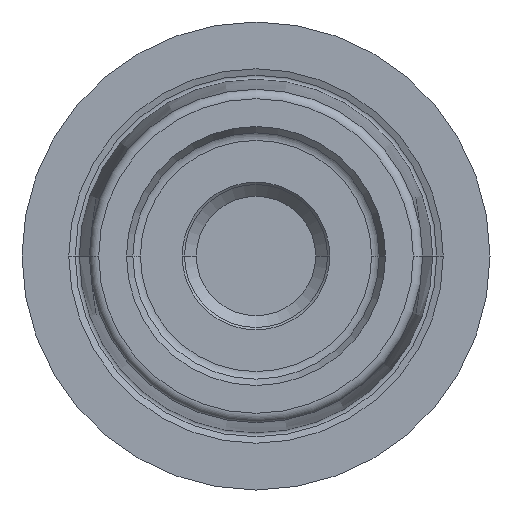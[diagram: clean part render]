
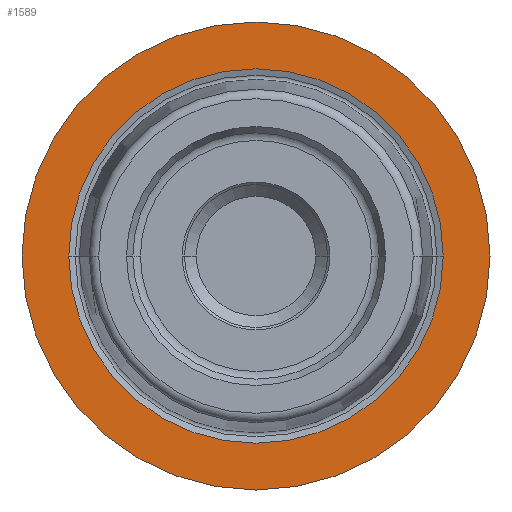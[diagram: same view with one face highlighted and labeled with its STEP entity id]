
A CAD part, left-side view. The second image highlights one B-rep face of the part: STEP entity #1589.
In plain terms, the highlighted planar face has unit normal (-1, 0, 0).
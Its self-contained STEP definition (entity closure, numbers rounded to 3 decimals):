
#452=CARTESIAN_POINT('',(0.,0.,0.));
#453=DIRECTION('',(1.,0.,0.));
#454=DIRECTION('',(0.,1.,0.));
#455=AXIS2_PLACEMENT_3D('',#452,#453,#454);
#457=CARTESIAN_POINT('',(0.,0.,0.));
#458=DIRECTION('',(-1.,0.,0.));
#459=DIRECTION('',(0.,1.,0.));
#460=AXIS2_PLACEMENT_3D('',#457,#458,#459);
#462=CARTESIAN_POINT('',(0.,0.,0.));
#463=DIRECTION('',(-1.,0.,0.));
#464=DIRECTION('',(0.,-1.,0.));
#465=AXIS2_PLACEMENT_3D('',#462,#463,#464);
#467=CARTESIAN_POINT('',(0.,0.,0.));
#468=DIRECTION('',(-1.,0.,0.));
#469=DIRECTION('',(0.,1.,0.));
#470=AXIS2_PLACEMENT_3D('',#467,#468,#469);
#742=CARTESIAN_POINT('',(0.,-16.004,0.));
#743=VERTEX_POINT('',#742);
#744=CARTESIAN_POINT('',(0.,16.004,0.));
#745=VERTEX_POINT('',#744);
#794=CARTESIAN_POINT('',(0.,20.,0.));
#795=CARTESIAN_POINT('',(0.,-20.,0.));
#796=VERTEX_POINT('',#794);
#797=VERTEX_POINT('',#795);
#1574=CARTESIAN_POINT('',(0.,0.,0.));
#1575=DIRECTION('',(1.,0.,0.));
#1576=DIRECTION('',(0.,-1.,0.));
#1577=AXIS2_PLACEMENT_3D('',#1574,#1575,#1576);
#1578=PLANE('',#1577);
#1580=ORIENTED_EDGE('',*,*,#1579,.T.);
#1582=ORIENTED_EDGE('',*,*,#1581,.F.);
#1583=EDGE_LOOP('',(#1580,#1582));
#1584=FACE_OUTER_BOUND('',#1583,.F.);
#1585=ORIENTED_EDGE('',*,*,#1556,.T.);
#1586=ORIENTED_EDGE('',*,*,#1567,.T.);
#1587=EDGE_LOOP('',(#1585,#1586));
#1588=FACE_BOUND('',#1587,.F.);
#1589=ADVANCED_FACE('',(#1584,#1588),#1578,.F.);
#456=CIRCLE('',#455,20.);
#461=CIRCLE('',#460,20.);
#466=CIRCLE('',#465,16.004);
#471=CIRCLE('',#470,16.004);
#1556=EDGE_CURVE('',#743,#745,#466,.T.);
#1567=EDGE_CURVE('',#745,#743,#471,.T.);
#1579=EDGE_CURVE('',#796,#797,#456,.T.);
#1581=EDGE_CURVE('',#796,#797,#461,.T.);
